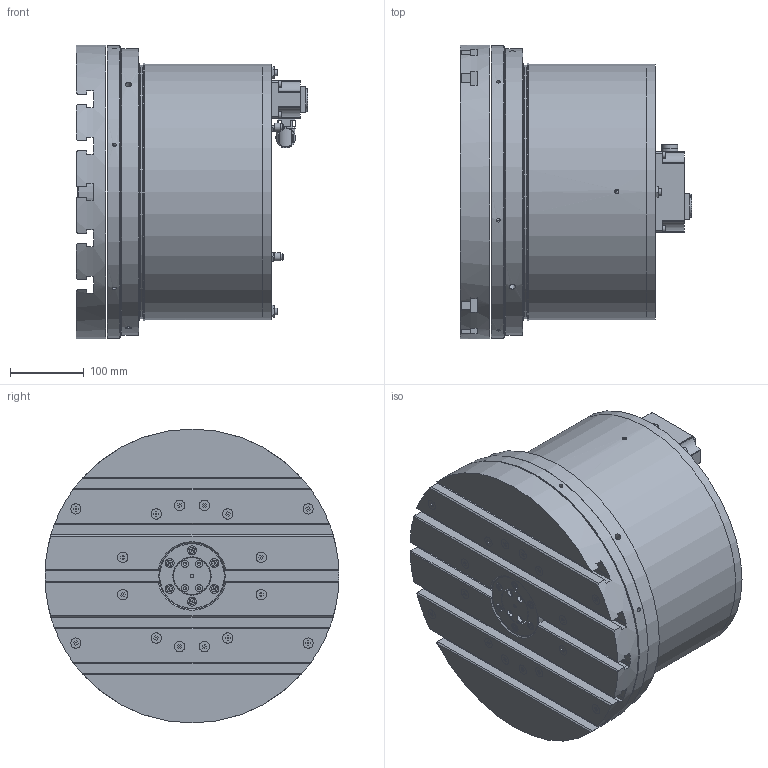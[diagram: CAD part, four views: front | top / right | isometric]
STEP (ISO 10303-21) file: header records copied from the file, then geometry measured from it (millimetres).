
FILE_DESCRIPTION((''),'2;1');
FILE_NAME('Open CASCADE Shape Model','2022-03-28T11:40:38',( 'vincent.jian'),(''),'Open CASCADE STEP processor 7.6', 'Autodesk Inventor 2013','Unknown');
FILE_SCHEMA(('AUTOMOTIVE_DESIGN_CC2 { 1 2 10303 214 -1 1 5 4 }'));
Length unit declared in the file: millimetre
Products named in the file (167): AS00606A_RCH-400; SHELL; COMPOUND
Assembly tree (166 placements, depth 2):
  AS00606A_RCH-400
    SHELL
    SHELL
    SHELL
    SHELL
    SHELL
    SHELL
    SHELL
    SHELL
    SHELL
    SHELL
    SHELL
    SHELL
    SHELL
    SHELL
    SHELL
    SHELL
    SHELL
    SHELL
    SHELL
    SHELL
    SHELL
    SHELL
    SHELL
    SHELL
    SHELL
    SHELL
    COMPOUND
    SHELL
    SHELL
    SHELL
    SHELL
    SHELL
    SHELL
    SHELL
    SHELL
    SHELL
    SHELL
    SHELL
    SHELL
    SHELL
    SHELL
    SHELL
    SHELL
    SHELL
    SHELL
    SHELL
    SHELL
    SHELL
    SHELL
    SHELL
    SHELL
    SHELL
    SHELL
    SHELL
    SHELL
    SHELL
    SHELL
    SHELL
    SHELL
Bounding box: 315 x 400 x 400 mm (x, y, z)
Surface area: 904814.5 mm2 (no closed solid volume)
Topology: 0 solids, 168 shells, 492 faces, 2553 edges, 2139 vertices
Faces by surface type: plane 295, cylinder 138, cone 56, sphere 2, torus 1
Full cylindrical faces by diameter (mm): 5 x12, 5.5 x1, 6 x1, 8 x2, 8.376 x15, 8.5 x4, 9 x18, 9.5 x1, 10 x6, 11 x2, 12 x24, 14 x6, 18 x1, 19 x4, 20 x1, 21.5 x2, 22.5 x1, 28.6 x1, 50 x1, 90 x1, 127.636 x1, 344.6 x1, 348 x2, 350 x1, 390 x1, 398 x1, 400 x1
Entity records: 32003 total; most frequent: CARTESIAN_POINT 7251, DIRECTION 4036, ORIENTED_EDGE 3225, EDGE_CURVE 2499, VERTEX_POINT 2137, AXIS2_PLACEMENT_3D 1466, LINE 1104, VECTOR 1104
